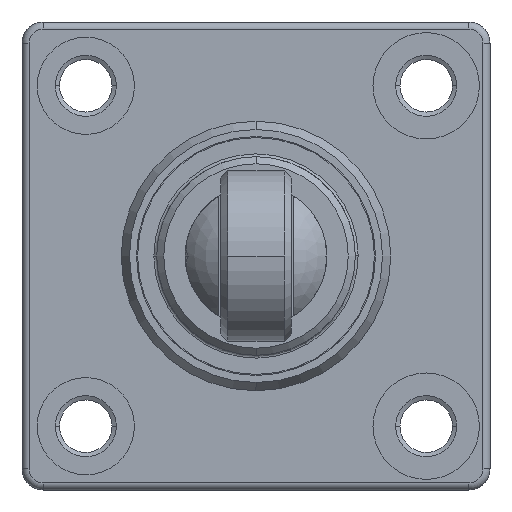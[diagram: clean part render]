
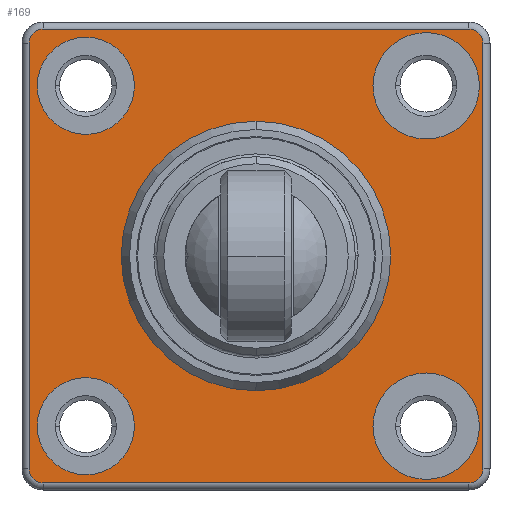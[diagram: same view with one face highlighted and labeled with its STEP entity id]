
A CAD part, front view. The second image highlights one B-rep face of the part: STEP entity #169.
In plain terms, the highlighted planar face has unit normal (0, -1, 0).
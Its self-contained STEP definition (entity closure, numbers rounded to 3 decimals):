
#169=ADVANCED_FACE('',(#558,#559,#560,#561,#562,#563),#564,.T.);
#558=FACE_OUTER_BOUND('',#1190,.T.);
#559=FACE_BOUND('',#1191,.T.);
#560=FACE_BOUND('',#1192,.T.);
#561=FACE_BOUND('',#1193,.T.);
#562=FACE_BOUND('',#1194,.T.);
#563=FACE_BOUND('',#1195,.T.);
#564=PLANE('',#1196);
#1190=EDGE_LOOP('',(#7013,#7014,#7015,#7016,#7017,#7018,#7019,#7020));
#1191=EDGE_LOOP('',(#7021,#7022));
#1192=EDGE_LOOP('',(#7023,#7024));
#1193=EDGE_LOOP('',(#7025,#7026));
#1194=EDGE_LOOP('',(#7027,#7028));
#1195=EDGE_LOOP('',(#7029,#7030));
#1196=AXIS2_PLACEMENT_3D('',#7031,#7032,#7033);
#7013=ORIENTED_EDGE('',*,*,#8915,.F.);
#7014=ORIENTED_EDGE('',*,*,#8950,.F.);
#7015=ORIENTED_EDGE('',*,*,#8951,.F.);
#7016=ORIENTED_EDGE('',*,*,#8952,.F.);
#7017=ORIENTED_EDGE('',*,*,#8953,.F.);
#7018=ORIENTED_EDGE('',*,*,#8954,.F.);
#7019=ORIENTED_EDGE('',*,*,#8955,.F.);
#7020=ORIENTED_EDGE('',*,*,#8917,.F.);
#7021=ORIENTED_EDGE('',*,*,#8949,.T.);
#7022=ORIENTED_EDGE('',*,*,#8887,.T.);
#7023=ORIENTED_EDGE('',*,*,#8808,.T.);
#7024=ORIENTED_EDGE('',*,*,#8956,.T.);
#7025=ORIENTED_EDGE('',*,*,#8786,.F.);
#7026=ORIENTED_EDGE('',*,*,#8957,.F.);
#7027=ORIENTED_EDGE('',*,*,#8766,.F.);
#7028=ORIENTED_EDGE('',*,*,#8958,.F.);
#7029=ORIENTED_EDGE('',*,*,#8959,.T.);
#7030=ORIENTED_EDGE('',*,*,#8883,.T.);
#7031=CARTESIAN_POINT('',(-16.5,0.0,0.0));
#7032=DIRECTION('',(0.0,-1.0,0.0));
#7033=DIRECTION('',(0.0,0.0,-1.0));
#8766=EDGE_CURVE('',#9567,#9570,#9571,.T.);
#8786=EDGE_CURVE('',#9603,#9606,#9607,.T.);
#8808=EDGE_CURVE('',#9640,#9644,#9646,.F.);
#8883=EDGE_CURVE('',#9784,#9788,#9790,.F.);
#8887=EDGE_CURVE('',#9792,#9796,#9798,.T.);
#8915=EDGE_CURVE('',#9845,#9847,#9848,.F.);
#8917=EDGE_CURVE('',#9847,#9850,#9851,.F.);
#8949=EDGE_CURVE('',#9796,#9792,#9900,.T.);
#8950=EDGE_CURVE('',#9901,#9845,#9902,.F.);
#8951=EDGE_CURVE('',#9903,#9901,#9904,.F.);
#8952=EDGE_CURVE('',#9905,#9903,#9906,.F.);
#8953=EDGE_CURVE('',#9907,#9905,#9908,.F.);
#8954=EDGE_CURVE('',#9909,#9907,#9910,.F.);
#8955=EDGE_CURVE('',#9850,#9909,#9911,.F.);
#8956=EDGE_CURVE('',#9644,#9640,#9912,.F.);
#8957=EDGE_CURVE('',#9606,#9603,#9913,.T.);
#8958=EDGE_CURVE('',#9570,#9567,#9914,.T.);
#8959=EDGE_CURVE('',#9788,#9784,#9915,.F.);
#9567=VERTEX_POINT('',#10795);
#9570=VERTEX_POINT('',#10799);
#9571=CIRCLE('',#10800,3.425);
#9603=VERTEX_POINT('',#10843);
#9606=VERTEX_POINT('',#10847);
#9607=CIRCLE('',#10848,3.75);
#9640=VERTEX_POINT('',#10892);
#9644=VERTEX_POINT('',#10897);
#9646=CIRCLE('',#10900,3.425);
#9784=VERTEX_POINT('',#11071);
#9788=VERTEX_POINT('',#11076);
#9790=CIRCLE('',#11079,9.5);
#9792=VERTEX_POINT('',#11081);
#9796=VERTEX_POINT('',#11086);
#9798=CIRCLE('',#11089,3.75);
#9845=VERTEX_POINT('',#11154);
#9847=VERTEX_POINT('',#11156);
#9848=LINE('',#11157,#11158);
#9850=VERTEX_POINT('',#11160);
#9851=CIRCLE('',#11161,1.0);
#9900=CIRCLE('',#11225,3.75);
#9901=VERTEX_POINT('',#11226);
#9902=CIRCLE('',#11227,1.0);
#9903=VERTEX_POINT('',#11228);
#9904=LINE('',#11229,#11230);
#9905=VERTEX_POINT('',#11231);
#9906=CIRCLE('',#11232,1.0);
#9907=VERTEX_POINT('',#11233);
#9908=LINE('',#11234,#11235);
#9909=VERTEX_POINT('',#11236);
#9910=CIRCLE('',#11237,1.0);
#9911=LINE('',#11238,#11239);
#9912=CIRCLE('',#11240,3.425);
#9913=CIRCLE('',#11241,3.75);
#9914=CIRCLE('',#11242,3.425);
#9915=CIRCLE('',#11243,9.5);
#10795=CARTESIAN_POINT('',(-8.575,0.0,4.5));
#10799=CARTESIAN_POINT('',(-15.425,0.0,4.5));
#10800=AXIS2_PLACEMENT_3D('',#12821,#12822,#12823);
#10843=CARTESIAN_POINT('',(8.25,0.0,4.5));
#10847=CARTESIAN_POINT('',(15.75,0.0,4.5));
#10848=AXIS2_PLACEMENT_3D('',#12857,#12858,#12859);
#10892=CARTESIAN_POINT('',(-8.575,0.0,28.5));
#10897=CARTESIAN_POINT('',(-15.425,0.0,28.5));
#10900=AXIS2_PLACEMENT_3D('',#12897,#12898,#12899);
#11071=CARTESIAN_POINT('',(0.,0.0,7.));
#11076=CARTESIAN_POINT('',(0.0,0.0,26.0));
#11079=AXIS2_PLACEMENT_3D('',#13052,#13053,#13054);
#11081=CARTESIAN_POINT('',(8.25,0.0,28.5));
#11086=CARTESIAN_POINT('',(15.75,0.0,28.5));
#11089=AXIS2_PLACEMENT_3D('',#13060,#13061,#13062);
#11154=CARTESIAN_POINT('',(15.0,0.0,0.5));
#11156=CARTESIAN_POINT('',(-15.0,0.0,0.5));
#11157=CARTESIAN_POINT('',(15.114,0.0,0.5));
#11158=VECTOR('',#13108,1.0);
#11160=CARTESIAN_POINT('',(-16.0,0.0,1.5));
#11161=AXIS2_PLACEMENT_3D('',#13112,#13113,#13114);
#11225=AXIS2_PLACEMENT_3D('',#13178,#13179,#13180);
#11226=CARTESIAN_POINT('',(16.0,0.0,1.5));
#11227=AXIS2_PLACEMENT_3D('',#13181,#13182,#13183);
#11228=CARTESIAN_POINT('',(16.0,0.0,31.5));
#11229=CARTESIAN_POINT('',(16.0,0.0,31.621));
#11230=VECTOR('',#13184,1.0);
#11231=CARTESIAN_POINT('',(15.0,0.0,32.5));
#11232=AXIS2_PLACEMENT_3D('',#13185,#13186,#13187);
#11233=CARTESIAN_POINT('',(-15.0,0.0,32.5));
#11234=CARTESIAN_POINT('',(-15.124,0.0,32.5));
#11235=VECTOR('',#13188,1.0);
#11236=CARTESIAN_POINT('',(-16.0,0.0,31.5));
#11237=AXIS2_PLACEMENT_3D('',#13189,#13190,#13191);
#11238=CARTESIAN_POINT('',(-16.0,0.0,1.384));
#11239=VECTOR('',#13192,1.0);
#11240=AXIS2_PLACEMENT_3D('',#13193,#13194,#13195);
#11241=AXIS2_PLACEMENT_3D('',#13196,#13197,#13198);
#11242=AXIS2_PLACEMENT_3D('',#13199,#13200,#13201);
#11243=AXIS2_PLACEMENT_3D('',#13202,#13203,#13204);
#12821=CARTESIAN_POINT('',(-12.0,0.0,4.5));
#12822=DIRECTION('',(0.0,-1.0,0.0));
#12823=DIRECTION('',(1.0,0.0,0.0));
#12857=CARTESIAN_POINT('',(12.0,0.0,4.5));
#12858=DIRECTION('',(0.0,-1.0,0.0));
#12859=DIRECTION('',(-1.0,0.0,0.0));
#12897=CARTESIAN_POINT('',(-12.0,0.0,28.5));
#12898=DIRECTION('',(0.0,-1.0,0.0));
#12899=DIRECTION('',(1.0,0.0,0.0));
#13052=CARTESIAN_POINT('',(0.0,0.0,16.5));
#13053=DIRECTION('',(0.0,-1.0,0.0));
#13054=DIRECTION('',(0.0,0.0,-1.0));
#13060=CARTESIAN_POINT('',(12.0,0.0,28.5));
#13061=DIRECTION('',(0.0,1.0,-0.0));
#13062=DIRECTION('',(-1.0,0.0,0.0));
#13108=DIRECTION('',(1.0,0.0,0.0));
#13112=CARTESIAN_POINT('',(-15.0,0.0,1.5));
#13113=DIRECTION('',(0.0,-1.0,0.0));
#13114=DIRECTION('',(0.0,0.0,-1.0));
#13178=CARTESIAN_POINT('',(12.0,0.0,28.5));
#13179=DIRECTION('',(0.0,1.0,-0.0));
#13180=DIRECTION('',(-1.0,0.0,0.0));
#13181=CARTESIAN_POINT('',(15.0,0.0,1.5));
#13182=DIRECTION('',(0.0,-1.0,0.0));
#13183=DIRECTION('',(0.0,0.0,-1.0));
#13184=DIRECTION('',(-0.0,0.0,1.0));
#13185=CARTESIAN_POINT('',(15.0,0.0,31.5));
#13186=DIRECTION('',(0.0,-1.0,0.0));
#13187=DIRECTION('',(0.0,0.0,-1.0));
#13188=DIRECTION('',(-1.0,0.0,0.0));
#13189=CARTESIAN_POINT('',(-15.0,0.0,31.5));
#13190=DIRECTION('',(0.0,-1.0,0.0));
#13191=DIRECTION('',(0.0,0.0,-1.0));
#13192=DIRECTION('',(-0.0,0.0,-1.0));
#13193=CARTESIAN_POINT('',(-12.0,0.0,28.5));
#13194=DIRECTION('',(0.0,-1.0,0.0));
#13195=DIRECTION('',(1.0,0.0,0.0));
#13196=CARTESIAN_POINT('',(12.0,0.0,4.5));
#13197=DIRECTION('',(0.0,-1.0,0.0));
#13198=DIRECTION('',(-1.0,0.0,0.0));
#13199=CARTESIAN_POINT('',(-12.0,0.0,4.5));
#13200=DIRECTION('',(0.0,-1.0,0.0));
#13201=DIRECTION('',(1.0,0.0,0.0));
#13202=CARTESIAN_POINT('',(0.0,0.0,16.5));
#13203=DIRECTION('',(0.0,-1.0,0.0));
#13204=DIRECTION('',(0.0,0.0,-1.0));
